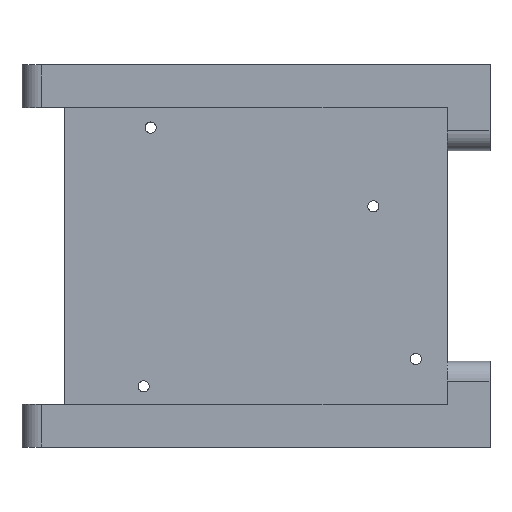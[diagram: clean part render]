
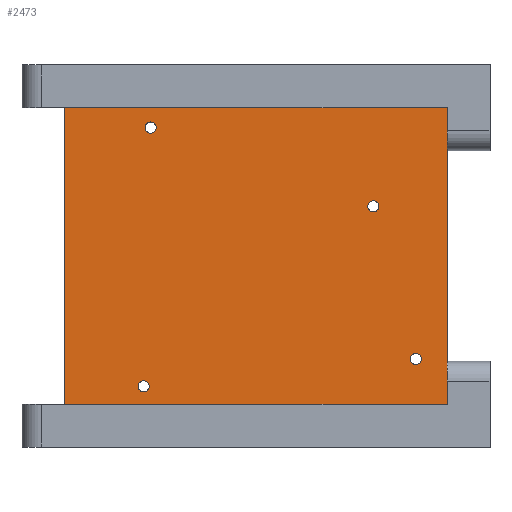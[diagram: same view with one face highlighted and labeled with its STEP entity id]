
A CAD part, top view. The second image highlights one B-rep face of the part: STEP entity #2473.
In plain terms, the highlighted planar face has unit normal (0, 0, 1).
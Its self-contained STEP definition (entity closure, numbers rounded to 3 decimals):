
#119=FACE_BOUND('',#624,.T.);
#120=FACE_BOUND('',#625,.T.);
#121=FACE_BOUND('',#626,.T.);
#122=FACE_BOUND('',#627,.T.);
#199=PLANE('',#2827);
#361=FACE_OUTER_BOUND('',#623,.T.);
#623=EDGE_LOOP('',(#2209,#2210,#2211,#2212));
#624=EDGE_LOOP('',(#2213));
#625=EDGE_LOOP('',(#2214));
#626=EDGE_LOOP('',(#2215));
#627=EDGE_LOOP('',(#2216));
#759=LINE('',#4307,#895);
#762=LINE('',#4313,#898);
#765=LINE('',#4319,#901);
#768=LINE('',#4323,#904);
#895=VECTOR('',#3623,10.);
#898=VECTOR('',#3628,10.);
#901=VECTOR('',#3633,10.);
#904=VECTOR('',#3638,10.);
#1074=CIRCLE('',#2813,1.038);
#1076=CIRCLE('',#2816,1.038);
#1078=CIRCLE('',#2819,1.038);
#1080=CIRCLE('',#2822,1.038);
#1274=VERTEX_POINT('',#4279);
#1276=VERTEX_POINT('',#4285);
#1278=VERTEX_POINT('',#4291);
#1280=VERTEX_POINT('',#4297);
#1283=VERTEX_POINT('',#4304);
#1284=VERTEX_POINT('',#4306);
#1286=VERTEX_POINT('',#4312);
#1288=VERTEX_POINT('',#4318);
#1579=EDGE_CURVE('',#1274,#1274,#1074,.T.);
#1582=EDGE_CURVE('',#1276,#1276,#1076,.T.);
#1585=EDGE_CURVE('',#1278,#1278,#1078,.T.);
#1588=EDGE_CURVE('',#1280,#1280,#1080,.T.);
#1591=EDGE_CURVE('',#1284,#1283,#759,.T.);
#1594=EDGE_CURVE('',#1286,#1284,#762,.T.);
#1597=EDGE_CURVE('',#1288,#1286,#765,.T.);
#1600=EDGE_CURVE('',#1283,#1288,#768,.T.);
#2209=ORIENTED_EDGE('',*,*,#1600,.T.);
#2210=ORIENTED_EDGE('',*,*,#1597,.T.);
#2211=ORIENTED_EDGE('',*,*,#1594,.T.);
#2212=ORIENTED_EDGE('',*,*,#1591,.T.);
#2213=ORIENTED_EDGE('',*,*,#1579,.T.);
#2214=ORIENTED_EDGE('',*,*,#1582,.T.);
#2215=ORIENTED_EDGE('',*,*,#1585,.T.);
#2216=ORIENTED_EDGE('',*,*,#1588,.T.);
#2473=ADVANCED_FACE('',(#361,#119,#120,#121,#122),#199,.T.);
#2813=AXIS2_PLACEMENT_3D('',#4281,#3596,#3597);
#2816=AXIS2_PLACEMENT_3D('',#4287,#3603,#3604);
#2819=AXIS2_PLACEMENT_3D('',#4293,#3610,#3611);
#2822=AXIS2_PLACEMENT_3D('',#4299,#3617,#3618);
#2827=AXIS2_PLACEMENT_3D('',#4324,#3639,#3640);
#3596=DIRECTION('center_axis',(0.,0.,-1.));
#3597=DIRECTION('ref_axis',(1.,0.,0.));
#3603=DIRECTION('center_axis',(0.,0.,-1.));
#3604=DIRECTION('ref_axis',(1.,0.,0.));
#3610=DIRECTION('center_axis',(0.,0.,-1.));
#3611=DIRECTION('ref_axis',(1.,0.,0.));
#3617=DIRECTION('center_axis',(0.,0.,-1.));
#3618=DIRECTION('ref_axis',(1.,0.,0.));
#3623=DIRECTION('',(-1.,0.,0.));
#3628=DIRECTION('',(0.,1.,0.));
#3633=DIRECTION('',(1.,0.,0.));
#3638=DIRECTION('',(0.,-1.,0.));
#3639=DIRECTION('center_axis',(0.,0.,1.));
#3640=DIRECTION('ref_axis',(1.,0.,0.));
#4279=CARTESIAN_POINT('',(64.462,8.45,7.35));
#4281=CARTESIAN_POINT('Origin',(65.5,8.45,7.35));
#4285=CARTESIAN_POINT('',(13.662,3.35,7.35));
#4287=CARTESIAN_POINT('Origin',(14.7,3.35,7.35));
#4291=CARTESIAN_POINT('',(56.554,36.95,7.35));
#4293=CARTESIAN_POINT('Origin',(57.592,36.95,7.35));
#4297=CARTESIAN_POINT('',(14.962,51.65,7.35));
#4299=CARTESIAN_POINT('Origin',(16.,51.65,7.35));
#4304=CARTESIAN_POINT('',(0.,55.35,7.35));
#4306=CARTESIAN_POINT('',(71.35,55.35,7.35));
#4307=CARTESIAN_POINT('',(71.35,55.35,7.35));
#4312=CARTESIAN_POINT('',(71.35,0.,7.35));
#4313=CARTESIAN_POINT('',(71.35,0.,7.35));
#4318=CARTESIAN_POINT('',(0.,0.,7.35));
#4319=CARTESIAN_POINT('',(0.,0.,7.35));
#4323=CARTESIAN_POINT('',(0.,55.35,7.35));
#4324=CARTESIAN_POINT('Origin',(35.675,27.675,7.35));
